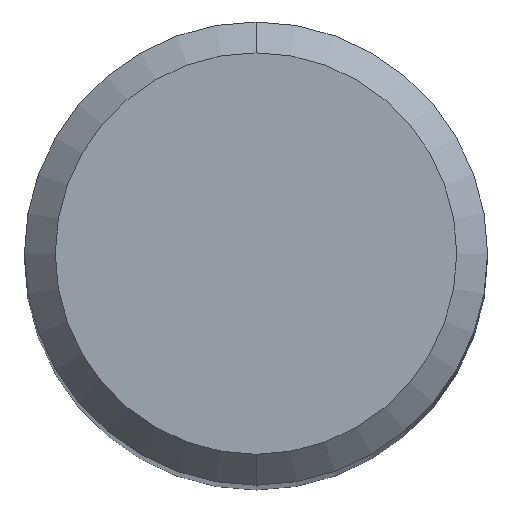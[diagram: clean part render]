
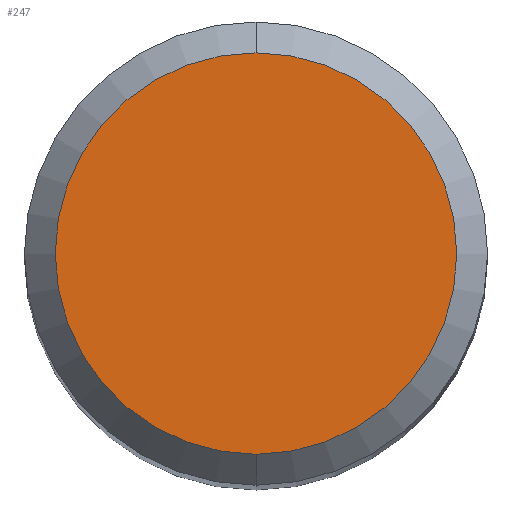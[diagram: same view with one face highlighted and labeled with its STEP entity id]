
A CAD part, top view. The second image highlights one B-rep face of the part: STEP entity #247.
In plain terms, the highlighted planar face has unit normal (0, 0, 1).
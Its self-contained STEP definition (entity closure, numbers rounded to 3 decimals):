
#247=ADVANCED_FACE('',(#563),#564,.T.);
#287=EDGE_CURVE('',#295,#459,#611,.T.);
#295=VERTEX_POINT('',#620);
#441=EDGE_CURVE('',#459,#295,#777,.T.);
#459=VERTEX_POINT('',#796);
#563=FACE_OUTER_BOUND('',#957,.T.);
#564=PLANE('',#958);
#611=CIRCLE('',#1056,2.6);
#620=CARTESIAN_POINT('',(0.0,2.6,0.0));
#777=CIRCLE('',#1410,2.6);
#796=CARTESIAN_POINT('',(0.,-2.6,0.0));
#957=EDGE_LOOP('',(#1543,#1544));
#958=AXIS2_PLACEMENT_3D('',#1545,#1546,#1547);
#1056=AXIS2_PLACEMENT_3D('',#1620,#1621,#1622);
#1410=AXIS2_PLACEMENT_3D('',#1779,#1780,#1781);
#1543=ORIENTED_EDGE('',*,*,#287,.F.);
#1544=ORIENTED_EDGE('',*,*,#441,.F.);
#1545=CARTESIAN_POINT('',(0.0,1.3,0.0));
#1546=DIRECTION('',(-0.0,0.0,1.0));
#1547=DIRECTION('',(0.0,-1.0,0.0));
#1620=CARTESIAN_POINT('',(0.0,0.0,0.0));
#1621=DIRECTION('',(0.0,0.0,-1.0));
#1622=DIRECTION('',(0.0,1.0,0.0));
#1779=CARTESIAN_POINT('',(0.0,0.0,0.0));
#1780=DIRECTION('',(0.0,0.0,-1.0));
#1781=DIRECTION('',(0.0,1.0,0.0));
